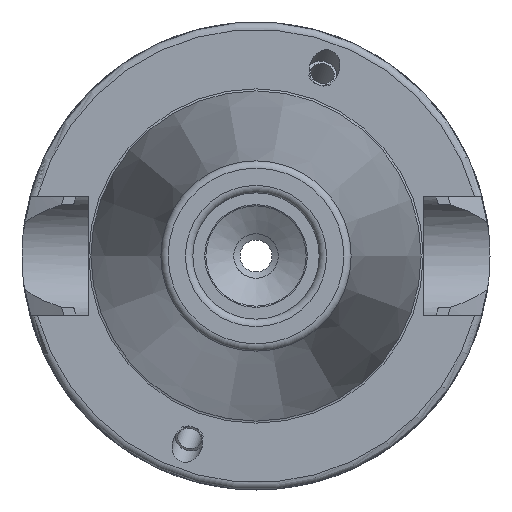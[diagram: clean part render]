
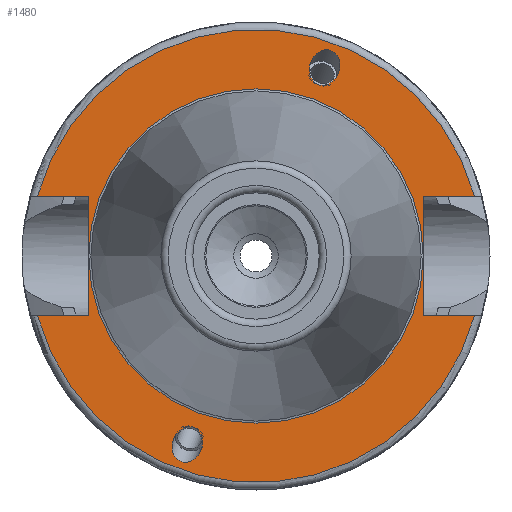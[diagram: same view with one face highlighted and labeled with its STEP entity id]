
A CAD part, left-side view. The second image highlights one B-rep face of the part: STEP entity #1480.
In plain terms, the highlighted planar face has unit normal (-1, 0, 0).
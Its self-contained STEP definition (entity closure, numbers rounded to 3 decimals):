
#27=ELLIPSE('',#1615,2.442,2.);
#36=ELLIPSE('',#1638,2.442,2.);
#55=PLANE('',#1702);
#87=FACE_BOUND('',#335,.T.);
#88=FACE_BOUND('',#336,.T.);
#89=FACE_BOUND('',#337,.T.);
#232=FACE_OUTER_BOUND('',#334,.T.);
#334=EDGE_LOOP('',(#1336,#1337,#1338,#1339,#1340,#1341,#1342,#1343));
#335=EDGE_LOOP('',(#1344));
#336=EDGE_LOOP('',(#1345));
#337=EDGE_LOOP('',(#1346));
#389=LINE('',#2676,#462);
#393=LINE('',#2684,#466);
#396=LINE('',#2704,#469);
#407=LINE('',#2804,#480);
#410=LINE('',#2825,#483);
#412=LINE('',#2828,#485);
#462=VECTOR('',#2032,10.);
#466=VECTOR('',#2038,10.);
#469=VECTOR('',#2043,10.);
#480=VECTOR('',#2098,10.);
#483=VECTOR('',#2103,10.);
#485=VECTOR('',#2107,10.);
#563=CIRCLE('',#1666,30.5);
#582=CIRCLE('',#1701,22.5);
#583=CIRCLE('',#1703,30.5);
#647=VERTEX_POINT('',#2508);
#662=VERTEX_POINT('',#2589);
#680=VERTEX_POINT('',#2664);
#681=VERTEX_POINT('',#2675);
#683=VERTEX_POINT('',#2681);
#684=VERTEX_POINT('',#2683);
#699=VERTEX_POINT('',#2764);
#706=VERTEX_POINT('',#2801);
#707=VERTEX_POINT('',#2803);
#711=VERTEX_POINT('',#2824);
#725=VERTEX_POINT('',#2876);
#822=EDGE_CURVE('',#647,#647,#27,.T.);
#845=EDGE_CURVE('',#662,#662,#36,.T.);
#866=EDGE_CURVE('',#681,#680,#389,.T.);
#870=EDGE_CURVE('',#684,#683,#393,.T.);
#875=EDGE_CURVE('',#683,#681,#396,.T.);
#895=EDGE_CURVE('',#684,#699,#563,.T.);
#905=EDGE_CURVE('',#707,#706,#407,.T.);
#910=EDGE_CURVE('',#711,#699,#410,.T.);
#912=EDGE_CURVE('',#706,#711,#412,.T.);
#936=EDGE_CURVE('',#725,#725,#582,.T.);
#937=EDGE_CURVE('',#707,#680,#583,.T.);
#1336=ORIENTED_EDGE('',*,*,#866,.T.);
#1337=ORIENTED_EDGE('',*,*,#937,.F.);
#1338=ORIENTED_EDGE('',*,*,#905,.T.);
#1339=ORIENTED_EDGE('',*,*,#912,.T.);
#1340=ORIENTED_EDGE('',*,*,#910,.T.);
#1341=ORIENTED_EDGE('',*,*,#895,.F.);
#1342=ORIENTED_EDGE('',*,*,#870,.T.);
#1343=ORIENTED_EDGE('',*,*,#875,.T.);
#1344=ORIENTED_EDGE('',*,*,#822,.T.);
#1345=ORIENTED_EDGE('',*,*,#845,.T.);
#1346=ORIENTED_EDGE('',*,*,#936,.T.);
#1480=ADVANCED_FACE('',(#232,#87,#88,#89),#55,.T.);
#1615=AXIS2_PLACEMENT_3D('',#2510,#1954,#1955);
#1638=AXIS2_PLACEMENT_3D('',#2591,#2007,#2008);
#1666=AXIS2_PLACEMENT_3D('',#2765,#2085,#2086);
#1701=AXIS2_PLACEMENT_3D('',#2878,#2172,#2173);
#1702=AXIS2_PLACEMENT_3D('',#2879,#2174,#2175);
#1703=AXIS2_PLACEMENT_3D('',#2880,#2176,#2177);
#1954=DIRECTION('center_axis',(1.,0.,0.));
#1955=DIRECTION('ref_axis',(0.,-0.342,0.94));
#2007=DIRECTION('center_axis',(1.,0.,0.));
#2008=DIRECTION('ref_axis',(0.,0.342,-0.94));
#2032=DIRECTION('',(0.,-1.,0.));
#2038=DIRECTION('',(0.,1.,0.));
#2043=DIRECTION('',(0.,0.,1.));
#2085=DIRECTION('center_axis',(1.,0.,0.));
#2086=DIRECTION('ref_axis',(0.,0.,-1.));
#2098=DIRECTION('',(0.,-1.,0.));
#2103=DIRECTION('',(0.,1.,0.));
#2107=DIRECTION('',(0.,0.,-1.));
#2172=DIRECTION('center_axis',(1.,0.,0.));
#2173=DIRECTION('ref_axis',(0.,0.,-1.));
#2174=DIRECTION('center_axis',(-1.,0.,0.));
#2175=DIRECTION('ref_axis',(0.,0.,1.));
#2176=DIRECTION('center_axis',(1.,0.,0.));
#2177=DIRECTION('ref_axis',(0.,0.,-1.));
#2508=CARTESIAN_POINT('',(2.,-8.399,23.077));
#2510=CARTESIAN_POINT('Origin',(2.,-9.235,25.372));
#2589=CARTESIAN_POINT('',(2.,8.399,-23.077));
#2591=CARTESIAN_POINT('Origin',(2.,9.235,-25.372));
#2664=CARTESIAN_POINT('',(2.,-29.418,8.05));
#2675=CARTESIAN_POINT('',(2.,-22.6,8.05));
#2676=CARTESIAN_POINT('',(2.,3.95,8.05));
#2681=CARTESIAN_POINT('',(2.,-22.6,-8.05));
#2683=CARTESIAN_POINT('',(2.,-29.418,-8.05));
#2684=CARTESIAN_POINT('',(2.,3.95,-8.05));
#2704=CARTESIAN_POINT('',(2.,-22.6,0.));
#2764=CARTESIAN_POINT('',(2.,29.418,-8.05));
#2765=CARTESIAN_POINT('Origin',(2.,0.,0.));
#2801=CARTESIAN_POINT('',(2.,22.6,8.05));
#2803=CARTESIAN_POINT('',(2.,29.418,8.05));
#2804=CARTESIAN_POINT('',(2.,26.55,8.05));
#2824=CARTESIAN_POINT('',(2.,22.6,-8.05));
#2825=CARTESIAN_POINT('',(2.,26.55,-8.05));
#2828=CARTESIAN_POINT('',(2.,22.6,0.));
#2876=CARTESIAN_POINT('',(2.,0.,22.5));
#2878=CARTESIAN_POINT('Origin',(2.,0.,0.));
#2879=CARTESIAN_POINT('Origin',(2.,30.5,0.));
#2880=CARTESIAN_POINT('Origin',(2.,0.,0.));
